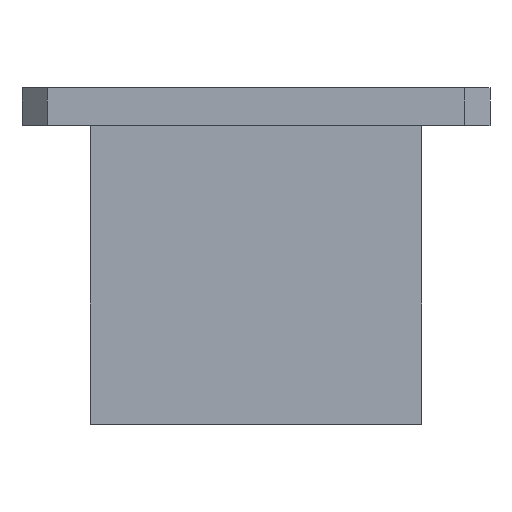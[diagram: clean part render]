
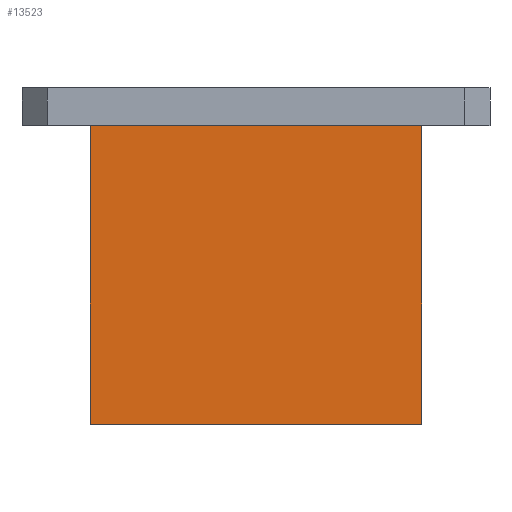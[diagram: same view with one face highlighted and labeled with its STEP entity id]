
A CAD part, front view. The second image highlights one B-rep face of the part: STEP entity #13523.
In plain terms, the highlighted planar face has unit normal (0, -1, 0).
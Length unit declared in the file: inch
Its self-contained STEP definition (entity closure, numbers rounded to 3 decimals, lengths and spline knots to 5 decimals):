
#516 = ORIENTED_EDGE ( 'NONE', *, *, #935, .T. ) ;
#935 = EDGE_CURVE ( 'NONE', #4703, #9514, #12856, .T. ) ;
#1008 = CARTESIAN_POINT ( 'NONE',  ( -0.986, -0.486, -2. ) ) ;
#1527 = EDGE_CURVE ( 'NONE', #6430, #13247, #10306, .T. ) ;
#2136 = DIRECTION ( 'NONE',  ( 0., 0., 1. ) ) ;
#2185 = CARTESIAN_POINT ( 'NONE',  ( 0.986, -0.486, -0.225 ) ) ;
#2322 = VECTOR ( 'NONE', #2136, 39.37008 ) ;
#2359 = EDGE_LOOP ( 'NONE', ( #3033, #2774, #13423, #516 ) ) ;
#2434 = CARTESIAN_POINT ( 'NONE',  ( -0.986, -0.486, -2. ) ) ;
#2774 = ORIENTED_EDGE ( 'NONE', *, *, #1527, .T. ) ;
#2953 = AXIS2_PLACEMENT_3D ( 'NONE', #13332, #10927, #14099 ) ;
#3033 = ORIENTED_EDGE ( 'NONE', *, *, #14355, .T. ) ;
#3489 = VECTOR ( 'NONE', #14152, 39.37008 ) ;
#3497 = CARTESIAN_POINT ( 'NONE',  ( 0., -0.486, -0.225 ) ) ;
#4703 = VERTEX_POINT ( 'NONE', #11570 ) ;
#4780 = EDGE_CURVE ( 'NONE', #4703, #13247, #8008, .T. ) ;
#6430 = VERTEX_POINT ( 'NONE', #2185 ) ;
#6468 = PLANE ( 'NONE',  #2953 ) ;
#7811 = VECTOR ( 'NONE', #8389, 39.37008 ) ;
#8008 = LINE ( 'NONE', #1008, #2322 ) ;
#8098 = DIRECTION ( 'NONE',  ( -1., 0., 0. ) ) ;
#8389 = DIRECTION ( 'NONE',  ( 1., 0., 0. ) ) ;
#9432 = CARTESIAN_POINT ( 'NONE',  ( -0.986, -0.486, -0.225 ) ) ;
#9514 = VERTEX_POINT ( 'NONE', #11302 ) ;
#9557 = CARTESIAN_POINT ( 'NONE',  ( 0.986, -0.486, -2. ) ) ;
#10015 = VECTOR ( 'NONE', #8098, 39.37008 ) ;
#10306 = LINE ( 'NONE', #3497, #10015 ) ;
#10927 = DIRECTION ( 'NONE',  ( 0., -1., 0. ) ) ;
#11302 = CARTESIAN_POINT ( 'NONE',  ( 0.986, -0.486, -2. ) ) ;
#11570 = CARTESIAN_POINT ( 'NONE',  ( -0.986, -0.486, -2. ) ) ;
#12053 = FACE_OUTER_BOUND ( 'NONE', #2359, .T. ) ;
#12856 = LINE ( 'NONE', #2434, #7811 ) ;
#13247 = VERTEX_POINT ( 'NONE', #9432 ) ;
#13332 = CARTESIAN_POINT ( 'NONE',  ( -0.986, -0.486, -2. ) ) ;
#13423 = ORIENTED_EDGE ( 'NONE', *, *, #4780, .F. ) ;
#13523 = ADVANCED_FACE ( 'NONE', ( #12053 ), #6468, .T. ) ;
#13864 = LINE ( 'NONE', #9557, #3489 ) ;
#14099 = DIRECTION ( 'NONE',  ( 0., 0., -1. ) ) ;
#14152 = DIRECTION ( 'NONE',  ( 0., 0., 1. ) ) ;
#14355 = EDGE_CURVE ( 'NONE', #9514, #6430, #13864, .T. ) ;
